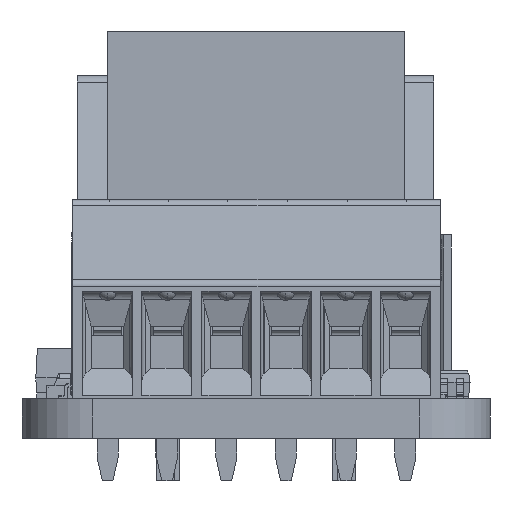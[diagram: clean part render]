
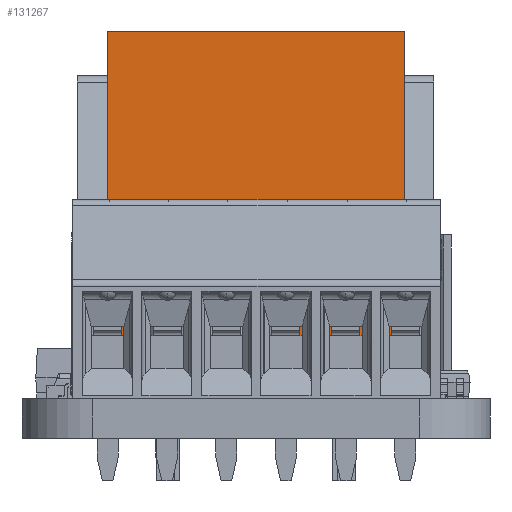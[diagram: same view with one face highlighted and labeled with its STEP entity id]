
A CAD part, left-side view. The second image highlights one B-rep face of the part: STEP entity #131267.
In plain terms, the highlighted planar face has unit normal (-1, 0, 0).
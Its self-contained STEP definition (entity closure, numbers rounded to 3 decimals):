
#2477 = LINE ( 'NONE', #75499, #80351 ) ;
#11548 = EDGE_CURVE ( 'NONE', #96114, #94525, #87067, .T. ) ;
#16459 = VECTOR ( 'NONE', #50607, 1000. ) ;
#19783 = CARTESIAN_POINT ( 'NONE',  ( 27.05, 16.35, 0.4 ) ) ;
#20246 = CARTESIAN_POINT ( 'NONE',  ( 27.05, 3.65, 15.7 ) ) ;
#36166 = DIRECTION ( 'NONE',  ( 0., 0., -1. ) ) ;
#36672 = DIRECTION ( 'NONE',  ( 0., 0., -1. ) ) ;
#37317 = LINE ( 'NONE', #86919, #39219 ) ;
#39219 = VECTOR ( 'NONE', #36672, 1000. ) ;
#40158 = ORIENTED_EDGE ( 'NONE', *, *, #58262, .T. ) ;
#43893 = AXIS2_PLACEMENT_3D ( 'NONE', #89452, #88810, #129712 ) ;
#44064 = ORIENTED_EDGE ( 'NONE', *, *, #52275, .T. ) ;
#50607 = DIRECTION ( 'NONE',  ( 0., -1., 0. ) ) ;
#52275 = EDGE_CURVE ( 'NONE', #85794, #92498, #37317, .T. ) ;
#58262 = EDGE_CURVE ( 'NONE', #92498, #94525, #59336, .T. ) ;
#59064 = EDGE_LOOP ( 'NONE', ( #40158, #81100, #66788, #44064 ) ) ;
#59336 = LINE ( 'NONE', #19783, #16459 ) ;
#63339 = CARTESIAN_POINT ( 'NONE',  ( 27.05, 3.65, 0.4 ) ) ;
#66788 = ORIENTED_EDGE ( 'NONE', *, *, #124047, .F. ) ;
#73501 = DIRECTION ( 'NONE',  ( 0., -1., 0. ) ) ;
#75499 = CARTESIAN_POINT ( 'NONE',  ( 27.05, 16.35, 15.7 ) ) ;
#76016 = CARTESIAN_POINT ( 'NONE',  ( 27.05, 16.35, 0.4 ) ) ;
#79634 = VECTOR ( 'NONE', #36166, 1000. ) ;
#80351 = VECTOR ( 'NONE', #73501, 1000. ) ;
#81100 = ORIENTED_EDGE ( 'NONE', *, *, #11548, .F. ) ;
#85794 = VERTEX_POINT ( 'NONE', #116841 ) ;
#86919 = CARTESIAN_POINT ( 'NONE',  ( 27.05, 16.35, 15.7 ) ) ;
#87067 = LINE ( 'NONE', #127934, #79634 ) ;
#88810 = DIRECTION ( 'NONE',  ( 1., 0., 0. ) ) ;
#89452 = CARTESIAN_POINT ( 'NONE',  ( 27.05, 16.35, 15.7 ) ) ;
#92498 = VERTEX_POINT ( 'NONE', #76016 ) ;
#94525 = VERTEX_POINT ( 'NONE', #63339 ) ;
#96114 = VERTEX_POINT ( 'NONE', #20246 ) ;
#100159 = PLANE ( 'NONE',  #43893 ) ;
#116841 = CARTESIAN_POINT ( 'NONE',  ( 27.05, 16.35, 15.7 ) ) ;
#118321 = FACE_OUTER_BOUND ( 'NONE', #59064, .T. ) ;
#124047 = EDGE_CURVE ( 'NONE', #85794, #96114, #2477, .T. ) ;
#127934 = CARTESIAN_POINT ( 'NONE',  ( 27.05, 3.65, 15.7 ) ) ;
#129712 = DIRECTION ( 'NONE',  ( 0., 0., 1. ) ) ;
#131267 = ADVANCED_FACE ( 'NONE', ( #118321 ), #100159, .F. ) ;
